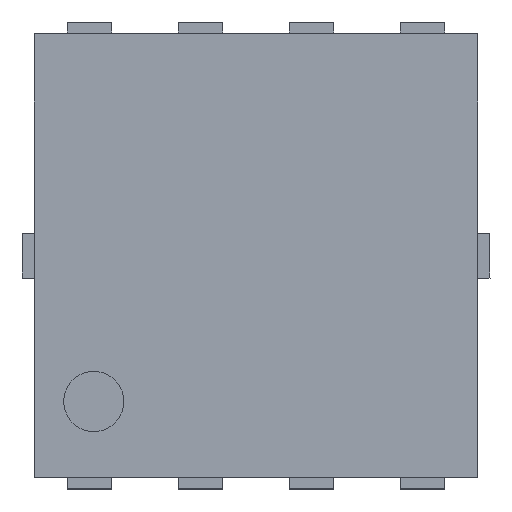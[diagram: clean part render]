
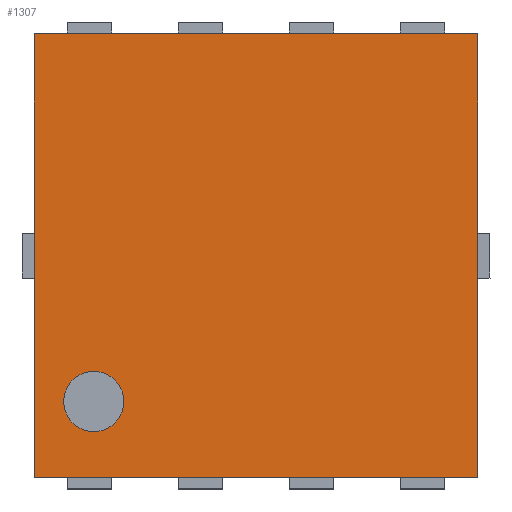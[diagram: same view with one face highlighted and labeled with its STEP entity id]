
A CAD part, top view. The second image highlights one B-rep face of the part: STEP entity #1307.
In plain terms, the highlighted planar face has unit normal (0, 0, 1).
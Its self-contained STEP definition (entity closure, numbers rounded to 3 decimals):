
#72=FACE_BOUND('',#320,.T.);
#148=CIRCLE('',#1563,0.136);
#241=FACE_OUTER_BOUND('',#319,.T.);
#319=EDGE_LOOP('',(#1161,#1162,#1163,#1164));
#320=EDGE_LOOP('',(#1165));
#442=LINE('',#2317,#573);
#445=LINE('',#2323,#576);
#448=LINE('',#2329,#579);
#451=LINE('',#2333,#582);
#573=VECTOR('',#1934,10.);
#576=VECTOR('',#1939,10.);
#579=VECTOR('',#1944,10.);
#582=VECTOR('',#1949,10.);
#679=VERTEX_POINT('',#2304);
#683=VERTEX_POINT('',#2314);
#684=VERTEX_POINT('',#2316);
#686=VERTEX_POINT('',#2322);
#688=VERTEX_POINT('',#2328);
#833=EDGE_CURVE('',#679,#679,#148,.T.);
#838=EDGE_CURVE('',#684,#683,#442,.T.);
#841=EDGE_CURVE('',#686,#684,#445,.T.);
#844=EDGE_CURVE('',#688,#686,#448,.T.);
#847=EDGE_CURVE('',#683,#688,#451,.T.);
#1161=ORIENTED_EDGE('',*,*,#847,.T.);
#1162=ORIENTED_EDGE('',*,*,#844,.T.);
#1163=ORIENTED_EDGE('',*,*,#841,.T.);
#1164=ORIENTED_EDGE('',*,*,#838,.T.);
#1165=ORIENTED_EDGE('',*,*,#833,.T.);
#1229=PLANE('',#1571);
#1307=ADVANCED_FACE('',(#241,#72),#1229,.T.);
#1563=AXIS2_PLACEMENT_3D('',#2305,#1923,#1924);
#1571=AXIS2_PLACEMENT_3D('',#2335,#1952,#1953);
#1923=DIRECTION('center_axis',(0.,0.,-1.));
#1924=DIRECTION('ref_axis',(-1.,0.,0.));
#1934=DIRECTION('',(0.,-1.,0.));
#1939=DIRECTION('',(-1.,0.,0.));
#1944=DIRECTION('',(0.,1.,0.));
#1949=DIRECTION('',(1.,0.,0.));
#1952=DIRECTION('center_axis',(0.,0.,1.));
#1953=DIRECTION('ref_axis',(1.,0.,0.));
#2304=CARTESIAN_POINT('',(-0.595,-0.656,0.6));
#2305=CARTESIAN_POINT('Origin',(-0.731,-0.656,0.6));
#2314=CARTESIAN_POINT('',(-1.,-1.,0.6));
#2316=CARTESIAN_POINT('',(-1.,1.,0.6));
#2317=CARTESIAN_POINT('',(-1.,1.,0.6));
#2322=CARTESIAN_POINT('',(1.,1.,0.6));
#2323=CARTESIAN_POINT('',(1.,1.,0.6));
#2328=CARTESIAN_POINT('',(1.,-1.,0.6));
#2329=CARTESIAN_POINT('',(1.,-1.,0.6));
#2333=CARTESIAN_POINT('',(-1.,-1.,0.6));
#2335=CARTESIAN_POINT('Origin',(0.,0.,0.6));
